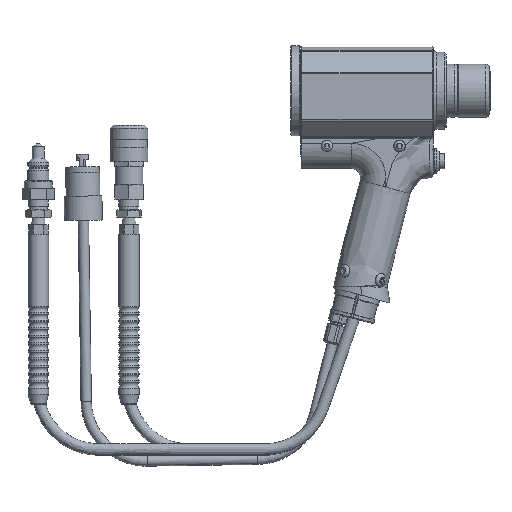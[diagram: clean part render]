
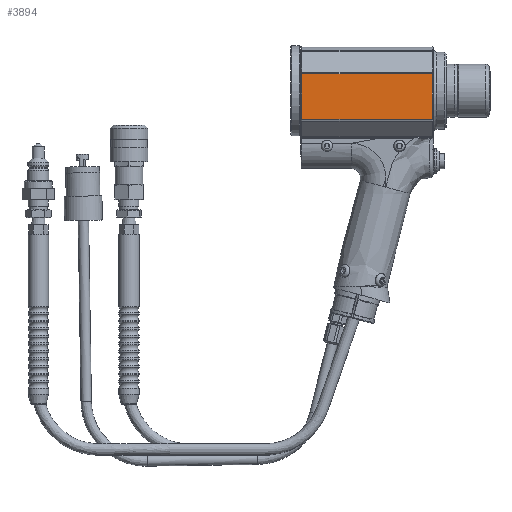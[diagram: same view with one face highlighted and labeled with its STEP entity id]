
A CAD part, left-side view. The second image highlights one B-rep face of the part: STEP entity #3894.
In plain terms, the highlighted planar face has unit normal (-1, 0, 0).
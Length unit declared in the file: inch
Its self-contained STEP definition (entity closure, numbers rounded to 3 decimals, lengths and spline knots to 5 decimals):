
#688=LINE('',#25602,#1409);
#689=LINE('',#25605,#1410);
#690=LINE('',#25607,#1411);
#691=LINE('',#25609,#1412);
#1409=VECTOR('',#16852,1.);
#1410=VECTOR('',#16853,1.);
#1411=VECTOR('',#16854,1.);
#1412=VECTOR('',#16855,1.);
#1912=PLANE('',#14335);
#3894=ADVANCED_FACE('',(#4921),#1912,.T.);
#4921=FACE_OUTER_BOUND('',#5741,.T.);
#5741=EDGE_LOOP('',(#8080,#8081,#8082,#8083));
#8080=ORIENTED_EDGE('',*,*,#12346,.T.);
#8081=ORIENTED_EDGE('',*,*,#12347,.T.);
#8082=ORIENTED_EDGE('',*,*,#12348,.T.);
#8083=ORIENTED_EDGE('',*,*,#12349,.T.);
#10855=VERTEX_POINT('',#25603);
#10856=VERTEX_POINT('',#25604);
#10857=VERTEX_POINT('',#25606);
#10858=VERTEX_POINT('',#25608);
#12346=EDGE_CURVE('',#10855,#10856,#688,.T.);
#12347=EDGE_CURVE('',#10856,#10857,#689,.T.);
#12348=EDGE_CURVE('',#10857,#10858,#690,.T.);
#12349=EDGE_CURVE('',#10858,#10855,#691,.T.);
#14335=AXIS2_PLACEMENT_3D('',#25610,#16856,#16857);
#16852=DIRECTION('',(0.,-1.,0.));
#16853=DIRECTION('',(0.,0.,1.));
#16854=DIRECTION('',(0.,1.,0.));
#16855=DIRECTION('',(0.,0.,-1.));
#16856=DIRECTION('',(-1.,0.,0.));
#16857=DIRECTION('',(0.,0.,1.));
#25602=CARTESIAN_POINT('',(-1.4375,0.,-0.9525));
#25603=CARTESIAN_POINT('',(-1.4375,4.774,-0.9525));
#25604=CARTESIAN_POINT('',(-1.4375,0.455,-0.9525));
#25605=CARTESIAN_POINT('',(-1.4375,0.455,0.56543));
#25606=CARTESIAN_POINT('',(-1.4375,0.455,0.56543));
#25607=CARTESIAN_POINT('',(-1.4375,0.,0.56543));
#25608=CARTESIAN_POINT('',(-1.4375,4.774,0.56543));
#25609=CARTESIAN_POINT('',(-1.4375,4.774,-0.9825));
#25610=CARTESIAN_POINT('',(-1.4375,0.,-0.9825));
